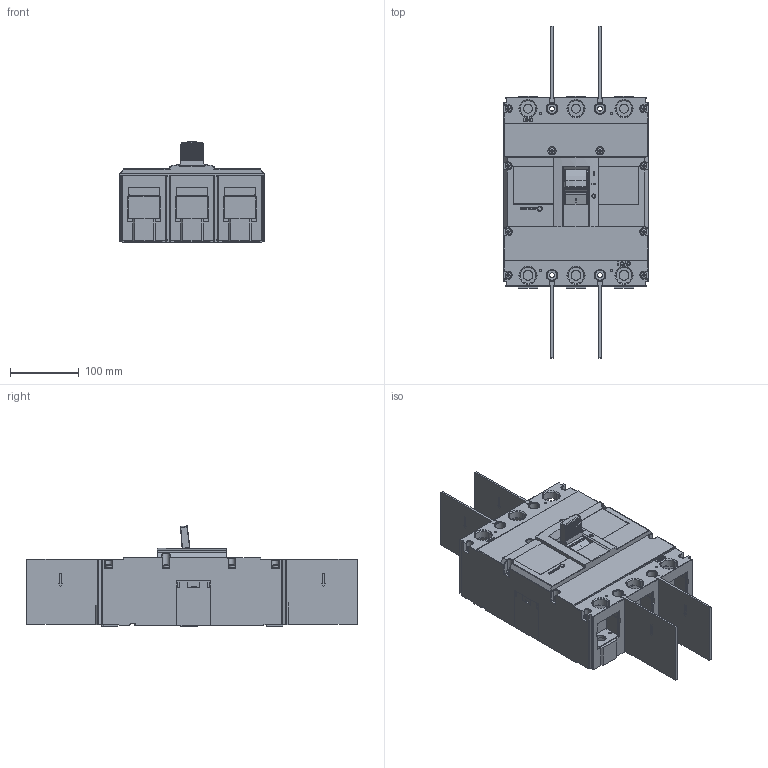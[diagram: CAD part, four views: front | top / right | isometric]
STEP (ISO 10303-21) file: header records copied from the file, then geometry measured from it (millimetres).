
FILE_DESCRIPTION((''),'2;1');
FILE_NAME('22560212P01-P40_SW0011','2024-08-29T',('zanjing.jin'),(''),'PRO/ENGINEER BY PARAMETRIC TECHNOLOGY CORPORATION, 2015440','PRO/ENGINEER BY PARAMETRIC TECHNOLOGY CORPORATION, 2015440','');
FILE_SCHEMA(('CONFIG_CONTROL_DESIGN'));
Products named in the file (1): 22560212P01-P40_SW0011
Bounding box: 210 x 484 x 146.35 mm (x, y, z)
Volume: 4205616 mm3; surface area: 717576.3 mm2
Topology: 5 solids, 20 shells, 3715 faces, 10167 edges, 6532 vertices
Faces by surface type: plane 2443, cylinder 842, torus 107, extrusion 94, cone 93, bspline 84, sphere 52
Entity records: 125690 total; most frequent: CARTESIAN_POINT 31347, ORIENTED_EDGE 20236, DIRECTION 18718, EDGE_CURVE 10118, VECTOR 7490, LINE 7396, VERTEX_POINT 6532, AXIS2_PLACEMENT_3D 5614
